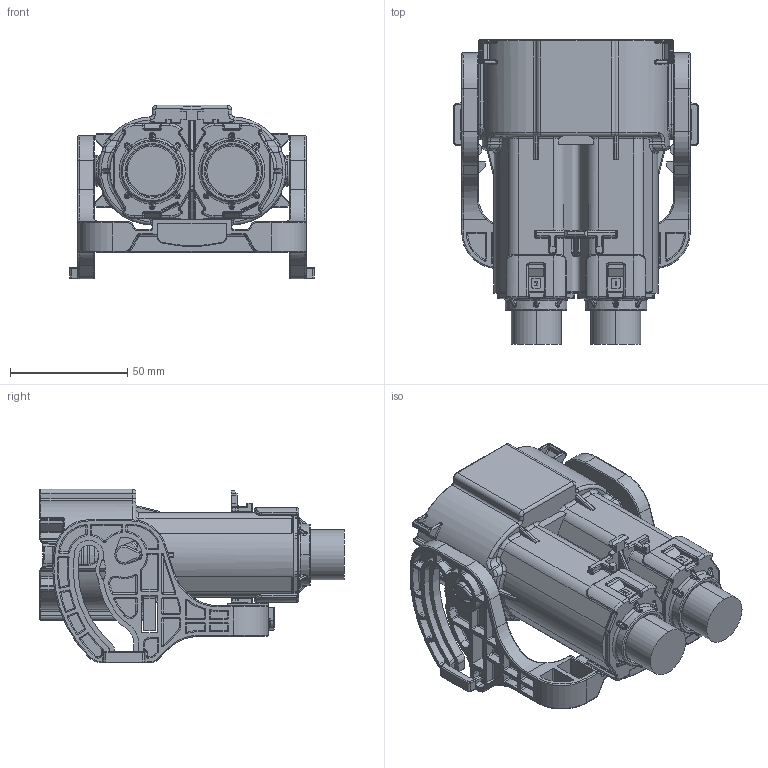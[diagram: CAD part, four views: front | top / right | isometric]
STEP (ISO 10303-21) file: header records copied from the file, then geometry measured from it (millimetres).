
FILE_DESCRIPTION((''),'2;1');
FILE_NAME('HVSL1200062A1XX_ASM','2018-01-10T',('Tom.Dai'),(''),'PRO/ENGINEER BY PARAMETRIC TECHNOLOGY CORPORATION, 2015360','PRO/ENGINEER BY PARAMETRIC TECHNOLOGY CORPORATION, 2015360','');
FILE_SCHEMA(('AUTOMOTIVE_DESIGN { 1 0 10303 214 1 1 1 1 }'));
Products named in the file (1): HVSL1200062A1XX_ASM
Bounding box: 104.5 x 129.9 x 74.15 mm (x, y, z)
Volume: 318203.8 mm3; surface area: 95323.6 mm2
Topology: 1 solids, 1 shells, 4264 faces, 10744 edges, 6604 vertices
Faces by surface type: plane 1461, cylinder 1330, extrusion 508, torus 464, bspline 225, sphere 200, cone 76
Entity records: 168712 total; most frequent: CARTESIAN_POINT 45552, ORIENTED_EDGE 21488, DIRECTION 20078, EDGE_CURVE 10744, AXIS2_PLACEMENT_3D 7010, VERTEX_POINT 6604, VECTOR 6058, LINE 5550
